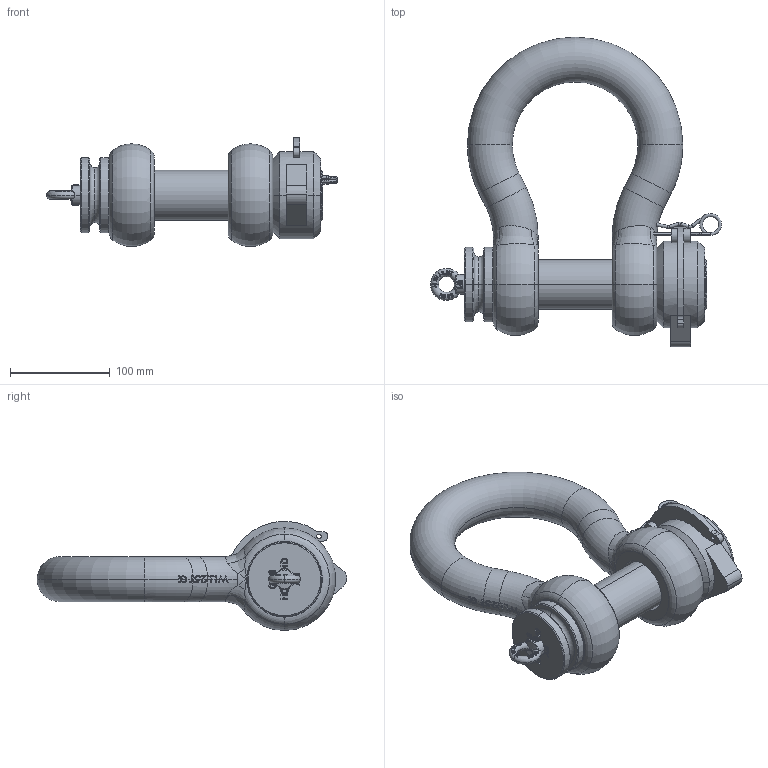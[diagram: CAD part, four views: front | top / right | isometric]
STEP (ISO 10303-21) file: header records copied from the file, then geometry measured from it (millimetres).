
FILE_DESCRIPTION (( 'STEP AP214' ), '1' );
FILE_NAME ('POGHMB45ROVRLLC.step', '2013-05-29T12:24:17', ( 'cad' ), ( '' ), 'SwSTEP 2.0', 'SolidWorks 2013', '' );
FILE_SCHEMA (( 'AUTOMOTIVE_DESIGN' ));
Length unit declared in the file: millimetre
Products named in the file (7): Locking clamp 60mm; GPZKSD50ROVRL_GPZKSD50ROVRL; POGHMB45ROVRLLC; OHBVD03; OHOBZD008; ROV beugel 45mm_NGPZHDL45ROV; 2352 dimensions GPZKMBxxROVRL Parametrische 42-83mm pin_POZKMB50ROVRL
Assembly tree (6 placements, depth 2):
  POGHMB45ROVRLLC
    GPZKSD50ROVRL_GPZKSD50ROVRL
    Locking clamp 60mm
    2352 dimensions GPZKMBxxROVRL Parametrische 42-83mm pin_POZKMB50ROVRL
    ROV beugel 45mm_NGPZHDL45ROV
    OHOBZD008
    OHBVD03
Bounding box: 291.79 x 310.57 x 109.43 mm (x, y, z)
Volume: 1951908.2 mm3; surface area: 234949.7 mm2
Topology: 7 solids, 7 shells, 1145 faces, 3092 edges, 2001 vertices
Faces by surface type: bspline 437, plane 415, torus 138, cylinder 123, cone 30, sphere 2
Entity records: 62412 total; most frequent: CARTESIAN_POINT 37737, ORIENTED_EDGE 6164, DIRECTION 3380, EDGE_CURVE 3082, VERTEX_POINT 2001, B_SPLINE_CURVE_WITH_KNOTS 1614, AXIS2_PLACEMENT_3D 1227, EDGE_LOOP 1211
